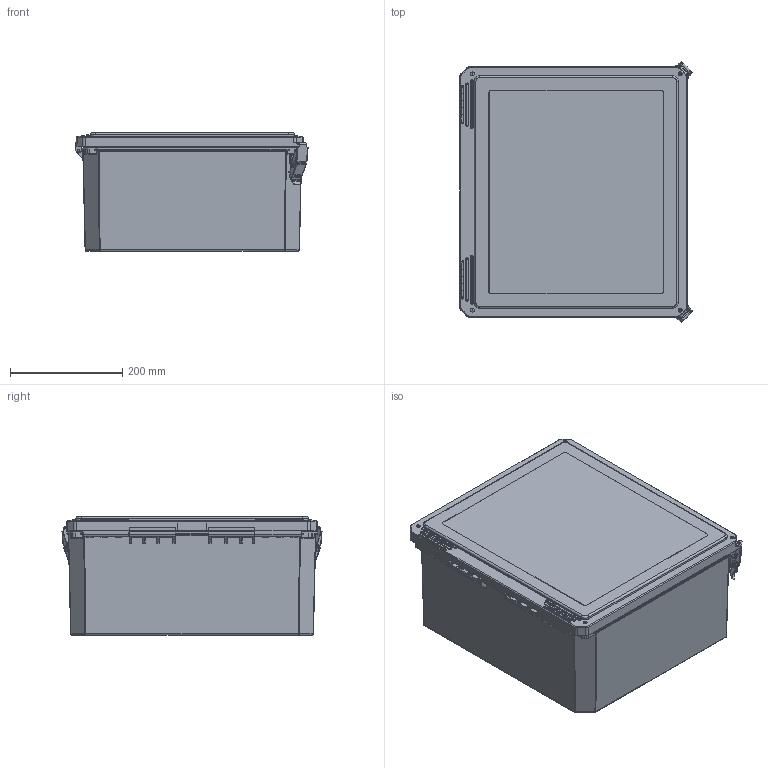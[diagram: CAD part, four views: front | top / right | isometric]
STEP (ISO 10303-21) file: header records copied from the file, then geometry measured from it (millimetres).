
FILE_DESCRIPTION(/* description */ (''),/* implementation_level */ '2;1');
FILE_NAME(/* name */ 'HW-161408CHQRW.stp',/* time_stamp */ '2016-08-25T14:42:51-05:00',/* author */ ('pmescher'),/* organization */ (''),/* preprocessor_version */ 'ST-DEVELOPER v16.5',/* originating_system */ 'Autodesk Inventor 2017',/* authorisation */ '');
FILE_SCHEMA (('AUTOMOTIVE_DESIGN { 1 0 10303 214 3 1 1 }'));
Products named in the file (16): HW-161408CHQRW; DS161408BOX; BRASS INSERT-(; BRASS INSERT-(_1; BRASS INSERT-(_2; DSW161408CVR; GA1614; BRASS INSERT-(_3; DS COVER  BUSH; DS161408A; LATCH -1 Assembly; AT40005; Part1; Part2; LATCH HINGE; RMHINGAT40006-04
Assembly tree (32 placements, depth 3):
  HW-161408CHQRW
    DS161408BOX
    BRASS INSERT-(  x4
    BRASS INSERT-(_1  x4
    BRASS INSERT-(_2  x4
    DSW161408CVR
    GA1614
    BRASS INSERT-(_3  x4
    DS COVER  BUSH  x4
    DS161408A
    LATCH -1 Assembly  x2
      AT40005
      Part1
      Part2
      LATCH HINGE
    RMHINGAT40006-04  x2
Bounding box: 414.02 x 463.67 x 211.87 mm (x, y, z)
Volume: 3338266.7 mm3; surface area: 1483204 mm2
Topology: 34 solids, 34 shells, 2314 faces, 5805 edges, 3490 vertices
Faces by surface type: cylinder 920, plane 826, bspline 341, torus 141, cone 48, sphere 38
Full cylindrical faces by diameter (mm): 3.429 x20, 3.48 x4, 3.81 x4, 3.861 x8, 3.962 x16, 5.3 x4, 5.563 x2, 5.766 x2, 6.248 x16, 6.401 x4, 6.426 x4, 7.62 x4, 7.938 x2, 9.525 x2, 11.049 x2
Entity records: 79800 total; most frequent: CARTESIAN_POINT 30386, DIRECTION 10494, ORIENTED_EDGE 10078, EDGE_CURVE 5039, AXIS2_PLACEMENT_3D 3998, VERTEX_POINT 3081, LINE 2498, VECTOR 2498
